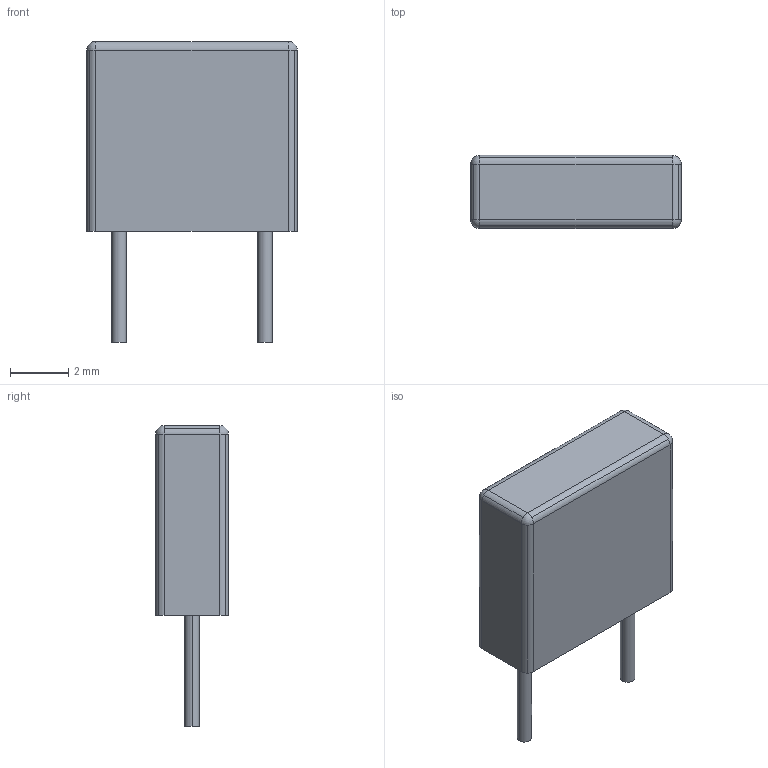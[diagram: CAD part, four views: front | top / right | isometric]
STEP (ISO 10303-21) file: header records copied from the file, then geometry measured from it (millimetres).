
FILE_DESCRIPTION((''),'2;1');
FILE_NAME('CAPR500-250X720X650.stp','2009-08-20T13:28:37',(''),(''),'Mechanical Desktop 2006','Mechanical Desktop 2006',', , ');
FILE_SCHEMA(('AUTOMOTIVE_DESIGN { 1 2 10303 214 0 1 1 1 }'));
Length unit declared in the file: millimetre
Products named in the file (1): Product
Bounding box: 7.2 x 2.5 x 10.3 mm (x, y, z)
Volume: 117.6 mm3; surface area: 168.8 mm2
Topology: 3 solids, 3 shells, 34 faces, 80 edges, 52 vertices
Faces by surface type: cylinder 20, plane 10, sphere 4
Entity records: 1006 total; most frequent: DIRECTION 186, CARTESIAN_POINT 159, ORIENTED_EDGE 144, AXIS2_PLACEMENT_3D 75, EDGE_CURVE 72, VERTEX_POINT 44, CIRCLE 40, VECTOR 36
